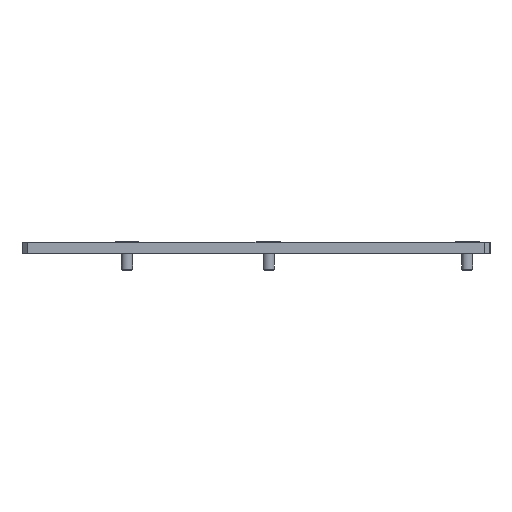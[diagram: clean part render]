
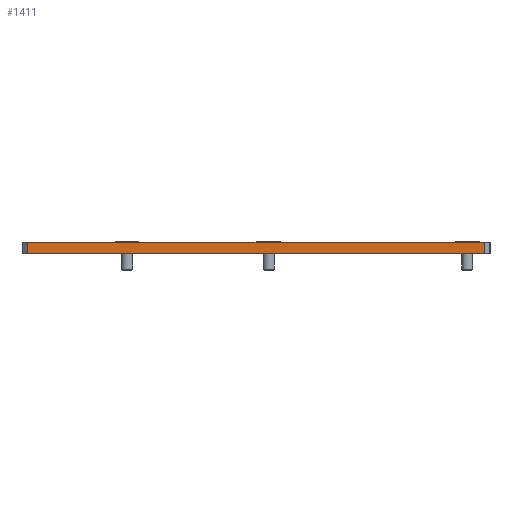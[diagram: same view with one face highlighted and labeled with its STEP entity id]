
A CAD part, left-side view. The second image highlights one B-rep face of the part: STEP entity #1411.
In plain terms, the highlighted face is planar.
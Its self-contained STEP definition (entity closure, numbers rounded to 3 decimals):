
#37 = EDGE_CURVE ( 'NONE', #1852, #721, #164, .T. ) ;
#69 = VERTEX_POINT ( 'NONE', #1018 ) ;
#119 = VECTOR ( 'NONE', #1416, 1000. ) ;
#164 = LINE ( 'NONE', #832, #342 ) ;
#167 = EDGE_CURVE ( 'NONE', #1145, #1852, #905, .T. ) ;
#342 = VECTOR ( 'NONE', #776, 1000. ) ;
#344 = LINE ( 'NONE', #1031, #119 ) ;
#400 = EDGE_CURVE ( 'NONE', #1145, #69, #344, .T. ) ;
#599 = FACE_OUTER_BOUND ( 'NONE', #769, .T. ) ;
#721 = VERTEX_POINT ( 'NONE', #1580 ) ;
#769 = EDGE_LOOP ( 'NONE', ( #1774, #1815, #2492, #1710 ) ) ;
#776 = DIRECTION ( 'NONE',  ( 0., 1., 0. ) ) ;
#813 = AXIS2_PLACEMENT_3D ( 'NONE', #1922, #1279, #1708 ) ;
#832 = CARTESIAN_POINT ( 'NONE',  ( 273., -82.5, -2. ) ) ;
#861 = CARTESIAN_POINT ( 'NONE',  ( 273., -80.5, 2. ) ) ;
#894 = VECTOR ( 'NONE', #1718, 1000. ) ;
#905 = LINE ( 'NONE', #861, #894 ) ;
#1018 = CARTESIAN_POINT ( 'NONE',  ( 273., 80.5, 2. ) ) ;
#1031 = CARTESIAN_POINT ( 'NONE',  ( 273., -82.5, 2. ) ) ;
#1111 = CARTESIAN_POINT ( 'NONE',  ( 273., -80.5, 2. ) ) ;
#1133 = CARTESIAN_POINT ( 'NONE',  ( 273., -80.5, -2. ) ) ;
#1145 = VERTEX_POINT ( 'NONE', #1111 ) ;
#1178 = DIRECTION ( 'NONE',  ( 0., 0., 1. ) ) ;
#1279 = DIRECTION ( 'NONE',  ( -1., 0., 0. ) ) ;
#1411 = ADVANCED_FACE ( 'NONE', ( #599 ), #2288, .F. ) ;
#1416 = DIRECTION ( 'NONE',  ( 0., 1., 0. ) ) ;
#1580 = CARTESIAN_POINT ( 'NONE',  ( 273., 80.5, -2. ) ) ;
#1708 = DIRECTION ( 'NONE',  ( 0., 0., 1. ) ) ;
#1710 = ORIENTED_EDGE ( 'NONE', *, *, #2647, .T. ) ;
#1718 = DIRECTION ( 'NONE',  ( 0., 0., -1. ) ) ;
#1774 = ORIENTED_EDGE ( 'NONE', *, *, #400, .F. ) ;
#1815 = ORIENTED_EDGE ( 'NONE', *, *, #167, .T. ) ;
#1852 = VERTEX_POINT ( 'NONE', #1133 ) ;
#1922 = CARTESIAN_POINT ( 'NONE',  ( 273., -82.5, 2. ) ) ;
#2288 = PLANE ( 'NONE',  #813 ) ;
#2473 = VECTOR ( 'NONE', #1178, 1000. ) ;
#2492 = ORIENTED_EDGE ( 'NONE', *, *, #37, .T. ) ;
#2618 = CARTESIAN_POINT ( 'NONE',  ( 273., 80.5, 2. ) ) ;
#2637 = LINE ( 'NONE', #2618, #2473 ) ;
#2647 = EDGE_CURVE ( 'NONE', #721, #69, #2637, .T. ) ;
